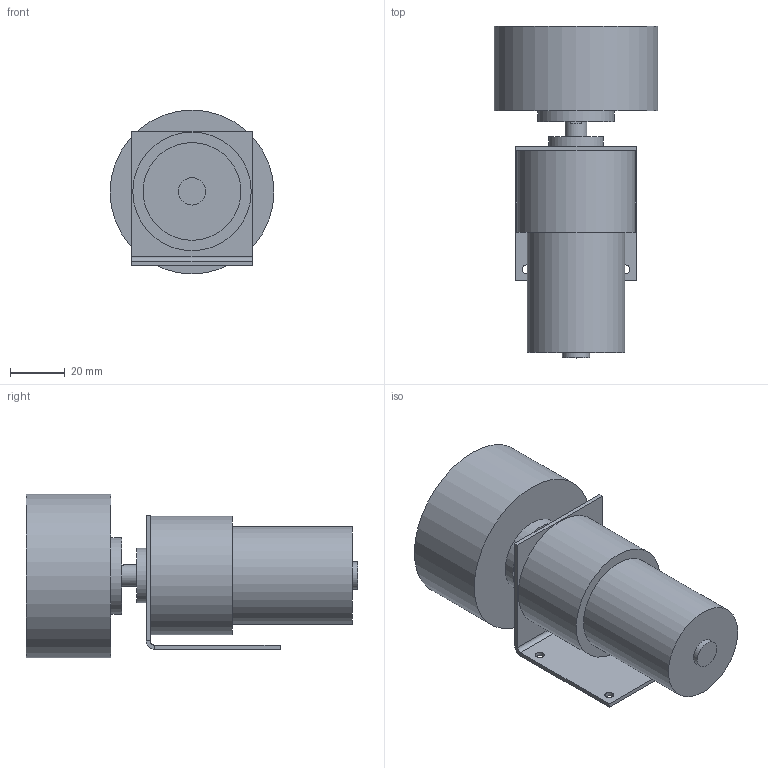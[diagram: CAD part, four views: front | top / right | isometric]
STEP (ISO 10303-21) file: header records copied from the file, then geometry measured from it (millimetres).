
FILE_DESCRIPTION(/* description */ (''),/* implementation_level */ '2;1');
FILE_NAME(/* name */ 'も.stp',/* time_stamp */ '2017-06-30T23:02:57-07:00',/* author */ ('piroro'),/* organization */ (''),/* preprocessor_version */ 'ST-DEVELOPER v16.5',/* originating_system */ 'Autodesk Inventor 2017',/* authorisation */ '');
FILE_SCHEMA (('AUTOMOTIVE_DESIGN { 1 0 10303 214 3 1 1 }'));
Length unit declared in the file: millimetre
Products named in the file (5): も; tg-85r-ku; MotorMount TX6459E; ハブ; たいや()
Assembly tree (4 placements, depth 2):
  も
    tg-85r-ku
    MotorMount TX6459E
    ハブ
    たいや()
Bounding box: 60 x 121.5 x 60 mm (x, y, z)
Volume: 187240 mm3; surface area: 35441.2 mm2
Topology: 4 solids, 4 shells, 56 faces, 132 edges, 91 vertices
Faces by surface type: cylinder 28, plane 25, cone 3
Full cylindrical faces by diameter (mm): 3 x3, 3.2 x3, 3.3 x4, 3.459 x3, 4.3 x3, 8 x2, 10 x1, 11.9 x1, 20 x1, 20.3 x1, 28 x1, 35.8 x1, 43.4 x1, 60 x1
Entity records: 1700 total; most frequent: CARTESIAN_POINT 393, DIRECTION 266, ORIENTED_EDGE 170, EDGE_LOOP 120, AXIS2_PLACEMENT_3D 118, EDGE_CURVE 85, VERTEX_POINT 71, FACE_BOUND 64
